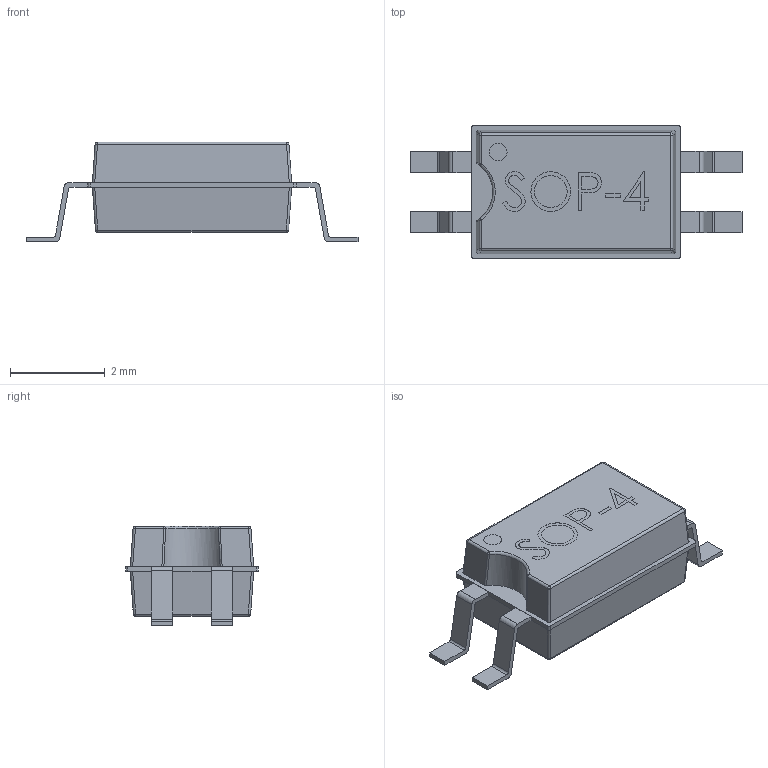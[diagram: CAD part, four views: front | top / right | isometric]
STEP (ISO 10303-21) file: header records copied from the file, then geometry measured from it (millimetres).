
FILE_DESCRIPTION(('FreeCAD Model'),'2;1');
FILE_NAME('Open CASCADE Shape Model','2021-10-03T18:36:08',( 'kicad StepUp'),('ksu MCAD'),'Open CASCADE STEP processor 7.5', 'FreeCAD','Unknown');
FILE_SCHEMA(('AUTOMOTIVE_DESIGN { 1 0 10303 214 1 1 1 1 }'));
Length unit declared in the file: millimetre
Products named in the file (1): SOP-4
Bounding box: 7 x 2.8 x 2.1 mm (x, y, z)
Volume: 20.3 mm3; surface area: 57.9 mm2
Topology: 1 solids, 1 shells, 171 faces, 454 edges, 286 vertices
Faces by surface type: plane 89, cylinder 40, bspline 31, sphere 10, torus 1
Entity records: 8047 total; most frequent: CARTESIAN_POINT 2821, ORIENTED_EDGE 888, DIRECTION 731, EDGE_CURVE 444, LINE 295, VECTOR 295, VERTEX_POINT 286, AXIS2_PLACEMENT_3D 218
